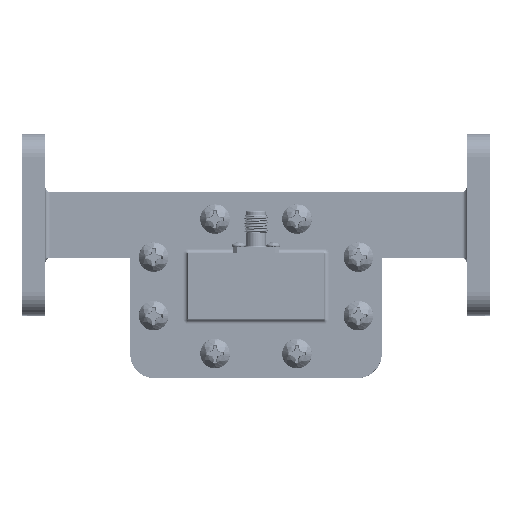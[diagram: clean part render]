
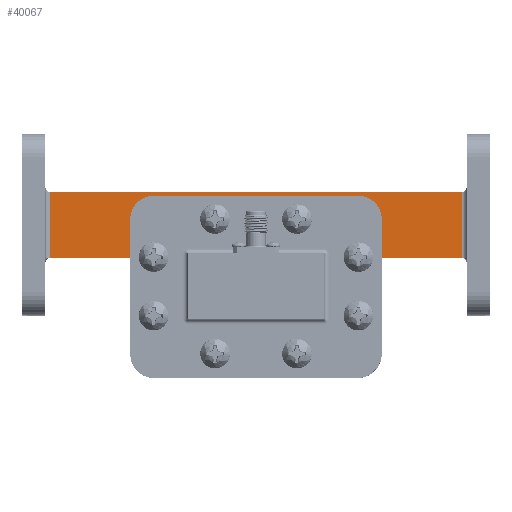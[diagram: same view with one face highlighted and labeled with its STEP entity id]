
A CAD part, top view. The second image highlights one B-rep face of the part: STEP entity #40067.
In plain terms, the highlighted planar face has unit normal (0, 0, 1).
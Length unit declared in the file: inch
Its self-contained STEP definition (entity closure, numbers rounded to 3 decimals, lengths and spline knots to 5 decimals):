
#247 = CARTESIAN_POINT ( 'NONE',  ( -0.726, 0.371, 0.726 ) ) ;
#385 = VERTEX_POINT ( 'NONE', #1428 ) ;
#536 = CARTESIAN_POINT ( 'NONE',  ( -2.5, 0.311, 0.726 ) ) ;
#605 = CARTESIAN_POINT ( 'NONE',  ( 0.746, 0.311, 0.726 ) ) ;
#905 = CARTESIAN_POINT ( 'NONE',  ( -2.2, 0.311, 0.726 ) ) ;
#1428 = CARTESIAN_POINT ( 'NONE',  ( -2.2, 1.013, 0.726 ) ) ;
#1546 = DIRECTION ( 'NONE',  ( 0., -1., 0. ) ) ;
#1713 = FACE_OUTER_BOUND ( 'NONE', #30136, .T. ) ;
#3292 = ORIENTED_EDGE ( 'NONE', *, *, #37825, .T. ) ;
#4286 = VECTOR ( 'NONE', #26956, 39.37008 ) ;
#5092 = ORIENTED_EDGE ( 'NONE', *, *, #28757, .T. ) ;
#5430 = CARTESIAN_POINT ( 'NONE',  ( 2.2, 0.311, 0.726 ) ) ;
#5571 = CARTESIAN_POINT ( 'NONE',  ( 0.726, 0.351, 0.726 ) ) ;
#5598 = CARTESIAN_POINT ( 'NONE',  ( 0.746, 0.351, 0.726 ) ) ;
#6569 = EDGE_CURVE ( 'NONE', #54173, #43899, #38787, .T. ) ;
#9554 = DIRECTION ( 'NONE',  ( 0., 0., 1. ) ) ;
#10953 = CARTESIAN_POINT ( 'NONE',  ( 0.746, 0.311, 0.726 ) ) ;
#11180 = DIRECTION ( 'NONE',  ( 1., 0., 0. ) ) ;
#11759 = LINE ( 'NONE', #46012, #33444 ) ;
#14055 = CARTESIAN_POINT ( 'NONE',  ( -2.2, 0.311, 0.726 ) ) ;
#14062 = EDGE_CURVE ( 'NONE', #45548, #45666, #39905, .T. ) ;
#15326 = CARTESIAN_POINT ( 'NONE',  ( -2.5, 0.311, 0.726 ) ) ;
#16066 = LINE ( 'NONE', #34188, #24852 ) ;
#16618 = AXIS2_PLACEMENT_3D ( 'NONE', #536, #17630, #21958 ) ;
#16784 = DIRECTION ( 'NONE',  ( 1., 0., 0. ) ) ;
#17380 = EDGE_CURVE ( 'NONE', #48824, #24581, #11759, .T. ) ;
#17555 = LINE ( 'NONE', #53113, #26356 ) ;
#17630 = DIRECTION ( 'NONE',  ( 0., 0., -1. ) ) ;
#18022 = VERTEX_POINT ( 'NONE', #33562 ) ;
#18996 = ORIENTED_EDGE ( 'NONE', *, *, #17380, .T. ) ;
#19711 = CARTESIAN_POINT ( 'NONE',  ( 0.726, 0.371, 0.726 ) ) ;
#20970 = LINE ( 'NONE', #19711, #31146 ) ;
#21931 = CARTESIAN_POINT ( 'NONE',  ( 0.726, 0.371, 0.726 ) ) ;
#21958 = DIRECTION ( 'NONE',  ( -1., 0., 0. ) ) ;
#22796 = DIRECTION ( 'NONE',  ( -1., 0., 0. ) ) ;
#24424 = DIRECTION ( 'NONE',  ( 1., 0., 0. ) ) ;
#24581 = VERTEX_POINT ( 'NONE', #36834 ) ;
#24852 = VECTOR ( 'NONE', #16784, 39.37008 ) ;
#25074 = VECTOR ( 'NONE', #54364, 39.37008 ) ;
#26356 = VECTOR ( 'NONE', #53489, 39.37008 ) ;
#26447 = LINE ( 'NONE', #14055, #44744 ) ;
#26956 = DIRECTION ( 'NONE',  ( 0., -1., 0. ) ) ;
#27336 = CARTESIAN_POINT ( 'NONE',  ( 2.2, 0.311, 0.726 ) ) ;
#27475 = ORIENTED_EDGE ( 'NONE', *, *, #6569, .F. ) ;
#28382 = VECTOR ( 'NONE', #32061, 39.37008 ) ;
#28479 = ORIENTED_EDGE ( 'NONE', *, *, #44594, .T. ) ;
#28757 = EDGE_CURVE ( 'NONE', #385, #48824, #26447, .T. ) ;
#29644 = CARTESIAN_POINT ( 'NONE',  ( -0.726, 0.351, 0.726 ) ) ;
#30136 = EDGE_LOOP ( 'NONE', ( #18996, #28479, #54319, #39402, #27475, #45862, #3292, #55021, #35837, #5092 ) ) ;
#31146 = VECTOR ( 'NONE', #11180, 39.37008 ) ;
#31654 = VERTEX_POINT ( 'NONE', #247 ) ;
#32061 = DIRECTION ( 'NONE',  ( 0., 1., 0. ) ) ;
#32097 = CIRCLE ( 'NONE', #33969, 0.02 ) ;
#33444 = VECTOR ( 'NONE', #24424, 39.37008 ) ;
#33562 = CARTESIAN_POINT ( 'NONE',  ( -0.746, 0.351, 0.726 ) ) ;
#33969 = AXIS2_PLACEMENT_3D ( 'NONE', #29644, #42538, #34009 ) ;
#34009 = DIRECTION ( 'NONE',  ( -1., 0., 0. ) ) ;
#34188 = CARTESIAN_POINT ( 'NONE',  ( -2.5, 1.013, 0.726 ) ) ;
#35837 = ORIENTED_EDGE ( 'NONE', *, *, #39310, .F. ) ;
#36834 = CARTESIAN_POINT ( 'NONE',  ( -0.746, 0.311, 0.726 ) ) ;
#37825 = EDGE_CURVE ( 'NONE', #48924, #45548, #39975, .T. ) ;
#38787 = CIRCLE ( 'NONE', #55272, 0.02 ) ;
#39310 = EDGE_CURVE ( 'NONE', #385, #45666, #16066, .T. ) ;
#39402 = ORIENTED_EDGE ( 'NONE', *, *, #43634, .T. ) ;
#39905 = LINE ( 'NONE', #27336, #28382 ) ;
#39975 = LINE ( 'NONE', #15326, #25074 ) ;
#40067 = ADVANCED_FACE ( 'NONE', ( #1713 ), #43578, .F. ) ;
#42538 = DIRECTION ( 'NONE',  ( 0., 0., 1. ) ) ;
#43578 = PLANE ( 'NONE',  #16618 ) ;
#43634 = EDGE_CURVE ( 'NONE', #31654, #43899, #20970, .T. ) ;
#43899 = VERTEX_POINT ( 'NONE', #21931 ) ;
#44594 = EDGE_CURVE ( 'NONE', #24581, #18022, #17555, .T. ) ;
#44744 = VECTOR ( 'NONE', #1546, 39.37008 ) ;
#45548 = VERTEX_POINT ( 'NONE', #5430 ) ;
#45666 = VERTEX_POINT ( 'NONE', #49904 ) ;
#45862 = ORIENTED_EDGE ( 'NONE', *, *, #50150, .T. ) ;
#46012 = CARTESIAN_POINT ( 'NONE',  ( -2.5, 0.311, 0.726 ) ) ;
#47148 = EDGE_CURVE ( 'NONE', #31654, #18022, #32097, .T. ) ;
#48824 = VERTEX_POINT ( 'NONE', #905 ) ;
#48924 = VERTEX_POINT ( 'NONE', #10953 ) ;
#49904 = CARTESIAN_POINT ( 'NONE',  ( 2.2, 1.013, 0.726 ) ) ;
#50150 = EDGE_CURVE ( 'NONE', #54173, #48924, #51025, .T. ) ;
#51025 = LINE ( 'NONE', #605, #4286 ) ;
#53113 = CARTESIAN_POINT ( 'NONE',  ( -0.746, 0.351, 0.726 ) ) ;
#53489 = DIRECTION ( 'NONE',  ( 0., 1., 0. ) ) ;
#54173 = VERTEX_POINT ( 'NONE', #5598 ) ;
#54319 = ORIENTED_EDGE ( 'NONE', *, *, #47148, .F. ) ;
#54364 = DIRECTION ( 'NONE',  ( 1., 0., 0. ) ) ;
#55021 = ORIENTED_EDGE ( 'NONE', *, *, #14062, .T. ) ;
#55272 = AXIS2_PLACEMENT_3D ( 'NONE', #5571, #9554, #22796 ) ;
